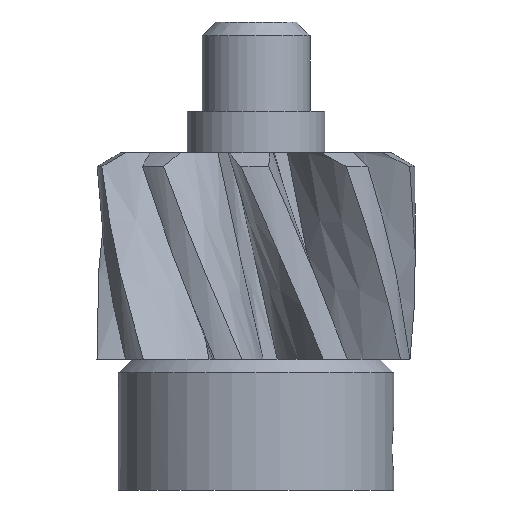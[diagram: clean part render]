
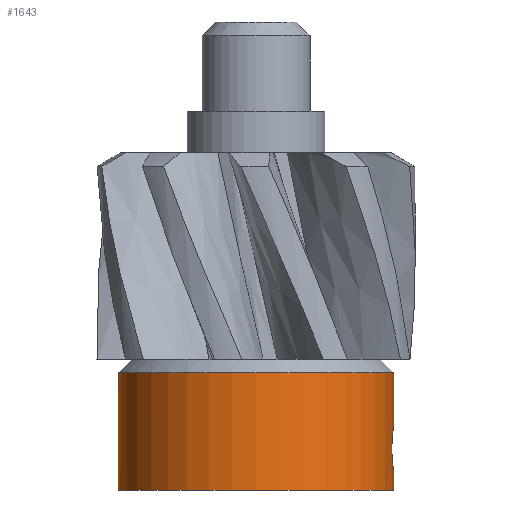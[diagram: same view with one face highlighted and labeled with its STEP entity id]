
A CAD part, left-side view. The second image highlights one B-rep face of the part: STEP entity #1643.
In plain terms, the highlighted cylindrical face has radius 10 mm (diameter 20 mm), a full revolution.
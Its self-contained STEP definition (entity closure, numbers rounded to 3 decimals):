
#45=FACE_BOUND('',#268,.T.);
#174=FACE_OUTER_BOUND('',#267,.T.);
#267=EDGE_LOOP('',(#1277,#1278,#1279,#1280,#1281,#1282));
#268=EDGE_LOOP('',(#1283));
#322=B_SPLINE_CURVE_WITH_KNOTS('',3,(#2215,#2216,#2217,#2218,#2219,#2220,
#2221,#2222,#2223,#2224,#2225,#2226,#2227,#2228,#2229,#2230,#2231,#2232,
#2233,#2234,#2235,#2236,#2237,#2238,#2239,#2240,#2241,#2242,#2243,#2244,
#2245,#2246,#2247,#2248),.UNSPECIFIED.,.T.,.F.,(4,2,2,2,2,2,2,2,2,2,2,2,
2,2,2,2,4),(0.,0.06,0.121,0.181,0.242,
0.302,0.362,0.423,0.483,
0.543,0.604,0.664,0.725,
0.785,0.845,0.906,0.966),
 .UNSPECIFIED.);
#496=LINE('',#3060,#521);
#521=VECTOR('',#2039,10.);
#585=CIRCLE('',#1797,10.);
#586=CIRCLE('',#1798,10.);
#587=CIRCLE('',#1799,10.);
#588=CIRCLE('',#1800,10.);
#621=VERTEX_POINT('',#2213);
#742=VERTEX_POINT('',#3057);
#743=VERTEX_POINT('',#3059);
#744=VERTEX_POINT('',#3061);
#745=VERTEX_POINT('',#3063);
#803=EDGE_CURVE('',#621,#621,#322,.T.);
#954=EDGE_CURVE('',#742,#742,#585,.T.);
#955=EDGE_CURVE('',#742,#743,#496,.T.);
#956=EDGE_CURVE('',#744,#743,#586,.T.);
#957=EDGE_CURVE('',#745,#744,#587,.T.);
#958=EDGE_CURVE('',#743,#745,#588,.T.);
#1277=ORIENTED_EDGE('',*,*,#954,.T.);
#1278=ORIENTED_EDGE('',*,*,#955,.T.);
#1279=ORIENTED_EDGE('',*,*,#956,.F.);
#1280=ORIENTED_EDGE('',*,*,#957,.F.);
#1281=ORIENTED_EDGE('',*,*,#958,.F.);
#1282=ORIENTED_EDGE('',*,*,#955,.F.);
#1283=ORIENTED_EDGE('',*,*,#803,.T.);
#1595=CYLINDRICAL_SURFACE('',#1796,10.);
#1643=ADVANCED_FACE('',(#174,#45),#1595,.T.);
#1796=AXIS2_PLACEMENT_3D('',#3056,#2035,#2036);
#1797=AXIS2_PLACEMENT_3D('',#3058,#2037,#2038);
#1798=AXIS2_PLACEMENT_3D('',#3062,#2040,#2041);
#1799=AXIS2_PLACEMENT_3D('',#3064,#2042,#2043);
#1800=AXIS2_PLACEMENT_3D('',#3065,#2044,#2045);
#2035=DIRECTION('center_axis',(0.,0.,-1.));
#2036=DIRECTION('ref_axis',(-1.,0.,0.));
#2037=DIRECTION('center_axis',(0.,0.,1.));
#2038=DIRECTION('ref_axis',(-1.,0.,0.));
#2039=DIRECTION('',(0.,0.,1.));
#2040=DIRECTION('center_axis',(0.,0.,1.));
#2041=DIRECTION('ref_axis',(1.,0.,0.));
#2042=DIRECTION('center_axis',(0.,0.,1.));
#2043=DIRECTION('ref_axis',(1.,0.,0.));
#2044=DIRECTION('center_axis',(0.,0.,1.));
#2045=DIRECTION('ref_axis',(1.,0.,0.));
#2213=CARTESIAN_POINT('',(-1.6,-9.871,-6.5));
#2215=CARTESIAN_POINT('Ctrl Pts',(-1.6,-9.871,-6.5));
#2216=CARTESIAN_POINT('Ctrl Pts',(-1.6,-9.871,-6.299));
#2217=CARTESIAN_POINT('Ctrl Pts',(-1.56,-9.878,-6.084));
#2218=CARTESIAN_POINT('Ctrl Pts',(-1.396,-9.902,-5.69));
#2219=CARTESIAN_POINT('Ctrl Pts',(-1.273,-9.92,-5.51));
#2220=CARTESIAN_POINT('Ctrl Pts',(-0.99,-9.952,
-5.227));
#2221=CARTESIAN_POINT('Ctrl Pts',(-0.81,-9.969,
-5.104));
#2222=CARTESIAN_POINT('Ctrl Pts',(-0.416,-9.993,
-4.94));
#2223=CARTESIAN_POINT('Ctrl Pts',(-0.201,-10.,-4.9));
#2224=CARTESIAN_POINT('Ctrl Pts',(0.201,-10.,-4.9));
#2225=CARTESIAN_POINT('Ctrl Pts',(0.416,-9.993,-4.94));
#2226=CARTESIAN_POINT('Ctrl Pts',(0.81,-9.969,-5.104));
#2227=CARTESIAN_POINT('Ctrl Pts',(0.99,-9.952,-5.227));
#2228=CARTESIAN_POINT('Ctrl Pts',(1.273,-9.92,-5.51));
#2229=CARTESIAN_POINT('Ctrl Pts',(1.396,-9.902,-5.69));
#2230=CARTESIAN_POINT('Ctrl Pts',(1.56,-9.878,-6.084));
#2231=CARTESIAN_POINT('Ctrl Pts',(1.6,-9.871,-6.299));
#2232=CARTESIAN_POINT('Ctrl Pts',(1.6,-9.871,-6.701));
#2233=CARTESIAN_POINT('Ctrl Pts',(1.56,-9.878,-6.916));
#2234=CARTESIAN_POINT('Ctrl Pts',(1.396,-9.902,-7.31));
#2235=CARTESIAN_POINT('Ctrl Pts',(1.273,-9.92,-7.49));
#2236=CARTESIAN_POINT('Ctrl Pts',(0.99,-9.952,-7.773));
#2237=CARTESIAN_POINT('Ctrl Pts',(0.81,-9.969,-7.896));
#2238=CARTESIAN_POINT('Ctrl Pts',(0.416,-9.993,-8.06));
#2239=CARTESIAN_POINT('Ctrl Pts',(0.201,-10.,-8.1));
#2240=CARTESIAN_POINT('Ctrl Pts',(-0.201,-10.,-8.1));
#2241=CARTESIAN_POINT('Ctrl Pts',(-0.416,-9.993,
-8.06));
#2242=CARTESIAN_POINT('Ctrl Pts',(-0.81,-9.969,
-7.896));
#2243=CARTESIAN_POINT('Ctrl Pts',(-0.99,-9.952,
-7.773));
#2244=CARTESIAN_POINT('Ctrl Pts',(-1.273,-9.92,-7.49));
#2245=CARTESIAN_POINT('Ctrl Pts',(-1.396,-9.902,-7.31));
#2246=CARTESIAN_POINT('Ctrl Pts',(-1.56,-9.878,-6.916));
#2247=CARTESIAN_POINT('Ctrl Pts',(-1.6,-9.871,-6.701));
#2248=CARTESIAN_POINT('Ctrl Pts',(-1.6,-9.871,-6.5));
#3056=CARTESIAN_POINT('Origin',(0.,0.,0.));
#3057=CARTESIAN_POINT('',(10.,0.,-9.5));
#3058=CARTESIAN_POINT('Origin',(0.,0.,-9.5));
#3059=CARTESIAN_POINT('',(10.,0.,-1.));
#3060=CARTESIAN_POINT('',(10.,0.,0.));
#3061=CARTESIAN_POINT('',(-10.,0.,-1.));
#3062=CARTESIAN_POINT('Origin',(0.,0.,-1.));
#3063=CARTESIAN_POINT('',(4.936,8.697,-1.));
#3064=CARTESIAN_POINT('Origin',(0.,0.,-1.));
#3065=CARTESIAN_POINT('Origin',(0.,0.,-1.));
